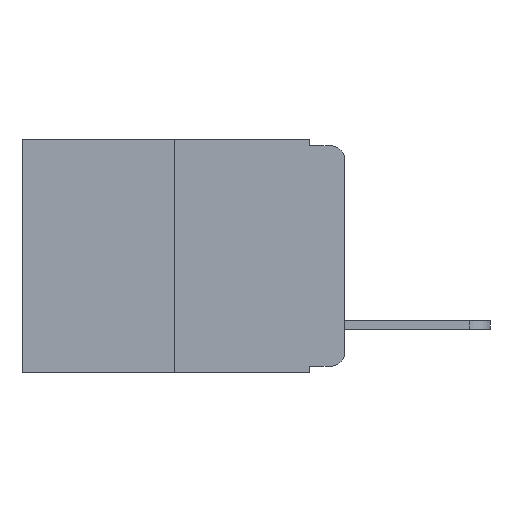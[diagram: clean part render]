
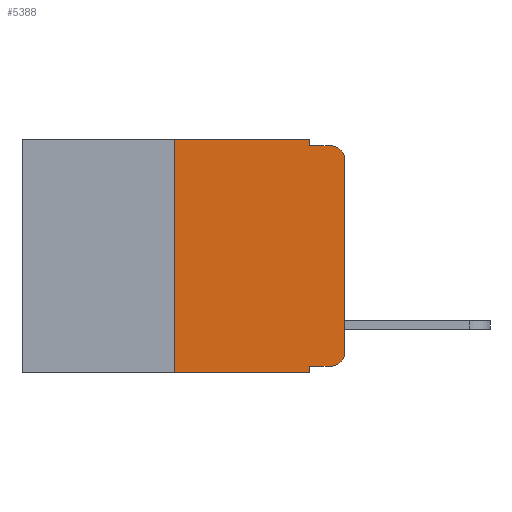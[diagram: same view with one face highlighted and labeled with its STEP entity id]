
A CAD part, left-side view. The second image highlights one B-rep face of the part: STEP entity #5388.
In plain terms, the highlighted planar face has unit normal (-1, 0, 0).
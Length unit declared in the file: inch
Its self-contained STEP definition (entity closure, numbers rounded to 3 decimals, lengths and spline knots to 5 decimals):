
#205 = CARTESIAN_POINT ( 'NONE',  ( 0., 0.25, -0.343 ) ) ;
#295 = CARTESIAN_POINT ( 'NONE',  ( 0., 0.25, 0. ) ) ;
#308 = LINE ( 'NONE', #7224, #515 ) ;
#350 = VERTEX_POINT ( 'NONE', #10402 ) ;
#515 = VECTOR ( 'NONE', #10828, 39.37008 ) ;
#670 = VECTOR ( 'NONE', #4576, 39.37008 ) ;
#1052 = EDGE_CURVE ( 'NONE', #10648, #6100, #2235, .T. ) ;
#1293 = CIRCLE ( 'NONE', #6845, 0.02 ) ;
#1382 = EDGE_CURVE ( 'NONE', #6100, #1520, #1293, .T. ) ;
#1405 = LINE ( 'NONE', #8688, #670 ) ;
#1420 = VECTOR ( 'NONE', #4626, 39.37008 ) ;
#1422 = EDGE_CURVE ( 'NONE', #6315, #1520, #11983, .T. ) ;
#1454 = ORIENTED_EDGE ( 'NONE', *, *, #1052, .T. ) ;
#1484 = VECTOR ( 'NONE', #8830, 39.37008 ) ;
#1501 = ORIENTED_EDGE ( 'NONE', *, *, #1382, .T. ) ;
#1520 = VERTEX_POINT ( 'NONE', #11868 ) ;
#1527 = EDGE_CURVE ( 'NONE', #9008, #6315, #9551, .T. ) ;
#1542 = ORIENTED_EDGE ( 'NONE', *, *, #1422, .F. ) ;
#1567 = ORIENTED_EDGE ( 'NONE', *, *, #1527, .F. ) ;
#1586 = CARTESIAN_POINT ( 'NONE',  ( 0., 0., -0.313 ) ) ;
#1611 = ORIENTED_EDGE ( 'NONE', *, *, #8715, .F. ) ;
#1727 = VERTEX_POINT ( 'NONE', #9170 ) ;
#1748 = ORIENTED_EDGE ( 'NONE', *, *, #1804, .F. ) ;
#1804 = EDGE_CURVE ( 'NONE', #5106, #350, #3433, .T. ) ;
#1824 = ORIENTED_EDGE ( 'NONE', *, *, #2834, .T. ) ;
#1828 = EDGE_CURVE ( 'NONE', #2377, #10721, #1405, .T. ) ;
#1875 = EDGE_CURVE ( 'NONE', #2377, #1727, #308, .T. ) ;
#1976 = EDGE_CURVE ( 'NONE', #1727, #10648, #4851, .T. ) ;
#2058 = ORIENTED_EDGE ( 'NONE', *, *, #1828, .F. ) ;
#2100 = ORIENTED_EDGE ( 'NONE', *, *, #1875, .T. ) ;
#2232 = ORIENTED_EDGE ( 'NONE', *, *, #1976, .T. ) ;
#2235 = LINE ( 'NONE', #8306, #1484 ) ;
#2307 = CARTESIAN_POINT ( 'NONE',  ( 0., 0.051, -0.333 ) ) ;
#2377 = VERTEX_POINT ( 'NONE', #2307 ) ;
#2834 = EDGE_CURVE ( 'NONE', #5106, #10721, #12501, .T. ) ;
#3433 = LINE ( 'NONE', #295, #1420 ) ;
#3943 = CARTESIAN_POINT ( 'NONE',  ( 0., 0.473, 0. ) ) ;
#4184 = CARTESIAN_POINT ( 'NONE',  ( 0., 0., -0.03 ) ) ;
#4576 = DIRECTION ( 'NONE',  ( 0., 0., -1. ) ) ;
#4578 = DIRECTION ( 'NONE',  ( 0., 0., -1. ) ) ;
#4626 = DIRECTION ( 'NONE',  ( 0., 0., 1. ) ) ;
#4816 = VECTOR ( 'NONE', #6681, 39.37008 ) ;
#4851 = CIRCLE ( 'NONE', #6479, 0.02 ) ;
#5106 = VERTEX_POINT ( 'NONE', #205 ) ;
#5240 = CARTESIAN_POINT ( 'NONE',  ( 0., 0.051, -0.01 ) ) ;
#5388 = ADVANCED_FACE ( 'NONE', ( #6761 ), #5420, .F. ) ;
#5420 = PLANE ( 'NONE',  #9016 ) ;
#6022 = DIRECTION ( 'NONE',  ( 0., 0., -1. ) ) ;
#6100 = VERTEX_POINT ( 'NONE', #4184 ) ;
#6315 = VERTEX_POINT ( 'NONE', #5240 ) ;
#6479 = AXIS2_PLACEMENT_3D ( 'NONE', #10847, #11384, #6022 ) ;
#6504 = DIRECTION ( 'NONE',  ( 0., -1., 0. ) ) ;
#6681 = DIRECTION ( 'NONE',  ( 0., -1., 0. ) ) ;
#6761 = FACE_OUTER_BOUND ( 'NONE', #8331, .T. ) ;
#6845 = AXIS2_PLACEMENT_3D ( 'NONE', #12539, #7609, #4578 ) ;
#7082 = CARTESIAN_POINT ( 'NONE',  ( 0., 0.473, 0. ) ) ;
#7224 = CARTESIAN_POINT ( 'NONE',  ( 0., 0.051, -0.333 ) ) ;
#7609 = DIRECTION ( 'NONE',  ( -1., 0., 0. ) ) ;
#7647 = LINE ( 'NONE', #3943, #4816 ) ;
#7762 = DIRECTION ( 'NONE',  ( 0., 0., -1. ) ) ;
#8001 = DIRECTION ( 'NONE',  ( 1., 0., 0. ) ) ;
#8306 = CARTESIAN_POINT ( 'NONE',  ( 0., 0., 0. ) ) ;
#8331 = EDGE_LOOP ( 'NONE', ( #1454, #1501, #1542, #1567, #1611, #1748, #1824, #2058, #2100, #2232 ) ) ;
#8499 = CARTESIAN_POINT ( 'NONE',  ( 0., 0.051, 0. ) ) ;
#8688 = CARTESIAN_POINT ( 'NONE',  ( 0., 0.051, 0. ) ) ;
#8715 = EDGE_CURVE ( 'NONE', #350, #9008, #7647, .T. ) ;
#8736 = DIRECTION ( 'NONE',  ( 0., 0., -1. ) ) ;
#8830 = DIRECTION ( 'NONE',  ( 0., 0., 1. ) ) ;
#9008 = VERTEX_POINT ( 'NONE', #12032 ) ;
#9016 = AXIS2_PLACEMENT_3D ( 'NONE', #7082, #8001, #7762 ) ;
#9170 = CARTESIAN_POINT ( 'NONE',  ( 0., 0.02, -0.333 ) ) ;
#9551 = LINE ( 'NONE', #8499, #10093 ) ;
#10093 = VECTOR ( 'NONE', #8736, 39.37008 ) ;
#10292 = CARTESIAN_POINT ( 'NONE',  ( 0., 0.473, -0.343 ) ) ;
#10354 = DIRECTION ( 'NONE',  ( 0., -1., 0. ) ) ;
#10402 = CARTESIAN_POINT ( 'NONE',  ( 0., 0.25, 0. ) ) ;
#10648 = VERTEX_POINT ( 'NONE', #1586 ) ;
#10721 = VERTEX_POINT ( 'NONE', #12745 ) ;
#10828 = DIRECTION ( 'NONE',  ( 0., -1., 0. ) ) ;
#10847 = CARTESIAN_POINT ( 'NONE',  ( 0., 0.02, -0.313 ) ) ;
#11044 = CARTESIAN_POINT ( 'NONE',  ( 0., 0.051, -0.01 ) ) ;
#11384 = DIRECTION ( 'NONE',  ( -1., 0., 0. ) ) ;
#11661 = VECTOR ( 'NONE', #6504, 39.37008 ) ;
#11868 = CARTESIAN_POINT ( 'NONE',  ( 0., 0.02, -0.01 ) ) ;
#11983 = LINE ( 'NONE', #11044, #11661 ) ;
#12032 = CARTESIAN_POINT ( 'NONE',  ( 0., 0.051, 0. ) ) ;
#12071 = VECTOR ( 'NONE', #10354, 39.37008 ) ;
#12501 = LINE ( 'NONE', #10292, #12071 ) ;
#12539 = CARTESIAN_POINT ( 'NONE',  ( 0., 0.02, -0.03 ) ) ;
#12745 = CARTESIAN_POINT ( 'NONE',  ( 0., 0.051, -0.343 ) ) ;
